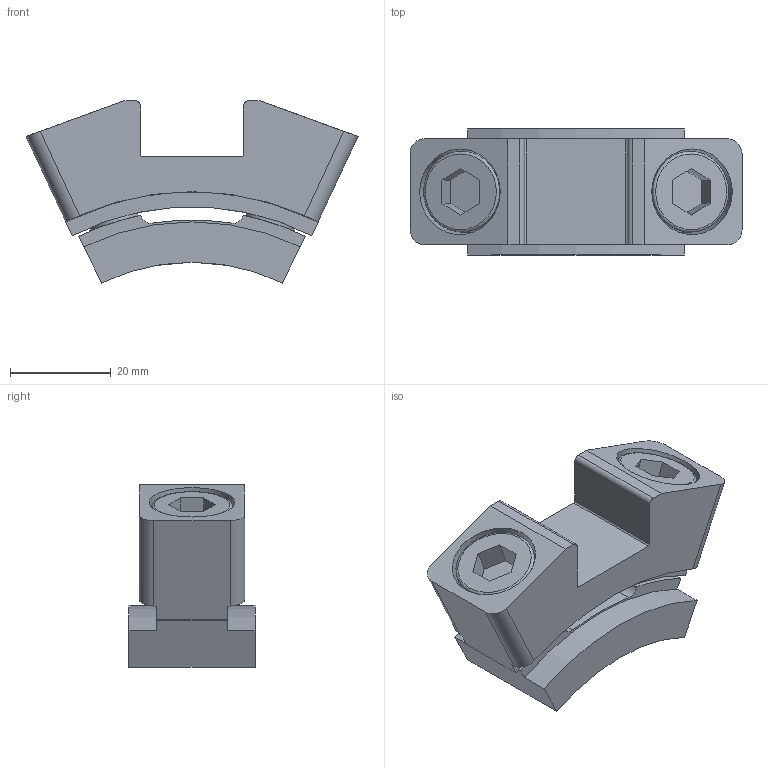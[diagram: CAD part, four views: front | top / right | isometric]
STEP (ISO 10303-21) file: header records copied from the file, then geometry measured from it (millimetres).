
FILE_DESCRIPTION(/* description */ ('STEP AP214'),/* implementation_level */ '2;1');
FILE_NAME(/* name */ '1941355_DADL-EC-Q11-63',/* time_stamp */ '2024-08-12T18:18:35+02:00',/* author */ ('License CC BY-ND 4.0'),/* organization */ ('CADENAS'),/* preprocessor_version */ 'ST-DEVELOPER v19.3',/* originating_system */ 'PARTsolutions',/* authorisation */ ' ');
FILE_SCHEMA (('AUTOMOTIVE_DESIGN {1 0 10303 214 3 1 1}'));
Length unit declared in the file: millimetre
Products named in the file (1): 1941355 DADL-EC-Q11-63
Bounding box: 65.85 x 25 x 36.14 mm (x, y, z)
Volume: 28112.4 mm3; surface area: 11855.2 mm2
Topology: 1 solids, 1 shells, 72 faces, 189 edges, 125 vertices
Faces by surface type: plane 41, cylinder 27, cone 2, torus 2
Full cylindrical faces by diameter (mm): 10 x4, 16 x2, 17 x2
Entity records: 2218 total; most frequent: CARTESIAN_POINT 457, DIRECTION 352, ORIENTED_EDGE 344, EDGE_CURVE 172, AXIS2_PLACEMENT_3D 121, VERTEX_POINT 120, LINE 110, VECTOR 110
